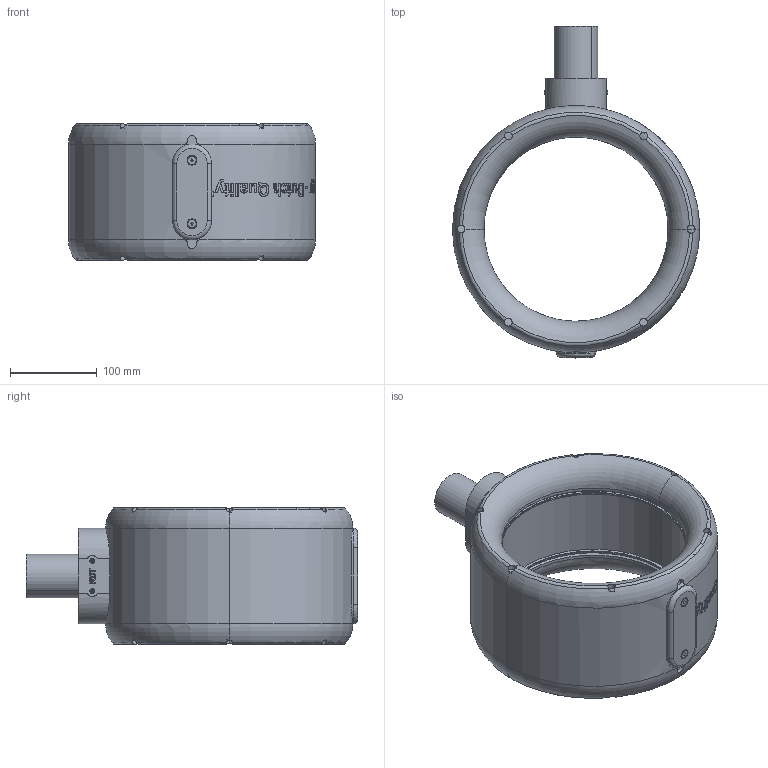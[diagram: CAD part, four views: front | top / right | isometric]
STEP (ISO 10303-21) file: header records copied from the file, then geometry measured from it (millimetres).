
FILE_DESCRIPTION (( 'STEP AP214' ), '1' );
FILE_NAME ('P-212-030-rev-F-TH.STEP', '2021-05-28T12:34:48', ( '' ), ( '' ), 'SwSTEP 2.0', 'SolidWorks 2021', '' );
FILE_SCHEMA (( 'AUTOMOTIVE_DESIGN' ));
Length unit declared in the file: millimetre
Products named in the file (1): P-212-030-rev-F-TH
Bounding box: 284 x 381.6 x 157.18 mm (x, y, z)
Volume: 4161998.7 mm3; surface area: 318516.3 mm2
Topology: 5 solids, 9 shells, 989 faces, 2532 edges, 1623 vertices
Faces by surface type: plane 405, bspline 242, cylinder 208, torus 72, cone 54, sphere 8
Entity records: 90057 total; most frequent: CARTESIAN_POINT 62570, ORIENTED_EDGE 5012, DIRECTION 3685, EDGE_CURVE 2506, VERTEX_POINT 1623, AXIS2_PLACEMENT_3D 1401, EDGE_LOOP 1087, FACE_OUTER_BOUND 989
